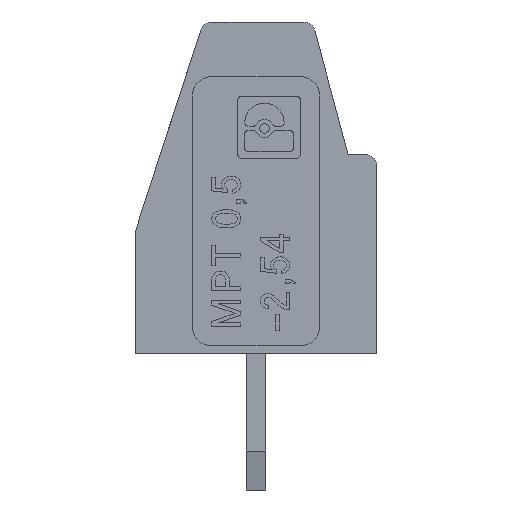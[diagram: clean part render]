
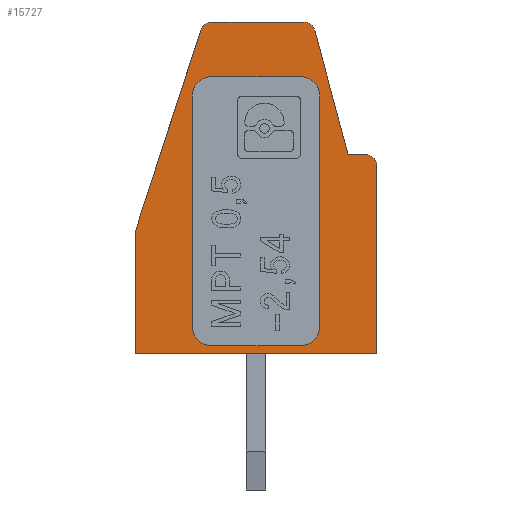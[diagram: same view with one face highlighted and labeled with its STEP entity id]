
A CAD part, left-side view. The second image highlights one B-rep face of the part: STEP entity #15727.
In plain terms, the highlighted planar face has unit normal (-1, 0, 0).
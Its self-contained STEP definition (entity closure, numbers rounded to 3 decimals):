
#452=PLANE('',#16803);
#1078=LINE('',#22530,#3085);
#1086=LINE('',#22545,#3093);
#1225=LINE('',#22844,#3232);
#1445=LINE('',#23294,#3452);
#1681=LINE('',#23758,#3688);
#1691=LINE('',#23776,#3698);
#1694=LINE('',#23781,#3701);
#1986=LINE('',#24351,#3993);
#1987=LINE('',#24352,#3994);
#1988=LINE('',#24353,#3995);
#1989=LINE('',#24354,#3996);
#3085=VECTOR('',#17887,1000.);
#3093=VECTOR('',#17899,1000.);
#3232=VECTOR('',#18108,1000.);
#3452=VECTOR('',#18460,1000.);
#3688=VECTOR('',#18884,1000.);
#3698=VECTOR('',#18904,1000.);
#3701=VECTOR('',#18911,1000.);
#3993=VECTOR('',#19421,1000.);
#3994=VECTOR('',#19422,1000.);
#3995=VECTOR('',#19423,1000.);
#3996=VECTOR('',#19424,1000.);
#6604=ORIENTED_EDGE('',*,*,#10327,.F.);
#6605=ORIENTED_EDGE('',*,*,#9860,.T.);
#6606=ORIENTED_EDGE('',*,*,#9721,.T.);
#6607=ORIENTED_EDGE('',*,*,#10081,.T.);
#6608=ORIENTED_EDGE('',*,*,#9537,.F.);
#6609=ORIENTED_EDGE('',*,*,#9713,.T.);
#6610=ORIENTED_EDGE('',*,*,#10317,.T.);
#6611=ORIENTED_EDGE('',*,*,#9533,.F.);
#6612=ORIENTED_EDGE('',*,*,#10330,.T.);
#6613=ORIENTED_EDGE('',*,*,#9541,.F.);
#6614=ORIENTED_EDGE('',*,*,#10622,.F.);
#6615=ORIENTED_EDGE('',*,*,#9517,.F.);
#6616=ORIENTED_EDGE('',*,*,#10623,.F.);
#6617=ORIENTED_EDGE('',*,*,#9521,.F.);
#6618=ORIENTED_EDGE('',*,*,#10624,.F.);
#6619=ORIENTED_EDGE('',*,*,#9525,.F.);
#6620=ORIENTED_EDGE('',*,*,#10625,.F.);
#6621=ORIENTED_EDGE('',*,*,#9529,.F.);
#9517=EDGE_CURVE('',#11788,#11789,#13269,.T.);
#9521=EDGE_CURVE('',#11792,#11793,#13271,.T.);
#9525=EDGE_CURVE('',#11796,#11797,#13273,.T.);
#9529=EDGE_CURVE('',#11800,#11801,#13275,.T.);
#9533=EDGE_CURVE('',#11804,#11805,#13277,.T.);
#9537=EDGE_CURVE('',#11808,#11809,#13279,.T.);
#9541=EDGE_CURVE('',#11812,#11813,#13281,.T.);
#9713=EDGE_CURVE('',#11808,#11938,#1078,.T.);
#9721=EDGE_CURVE('',#11944,#11943,#1086,.T.);
#9860=EDGE_CURVE('',#12069,#11944,#1225,.T.);
#10081=EDGE_CURVE('',#11943,#11809,#1445,.T.);
#10317=EDGE_CURVE('',#11938,#11805,#1681,.T.);
#10327=EDGE_CURVE('',#12069,#11812,#1691,.T.);
#10330=EDGE_CURVE('',#11804,#11813,#1694,.T.);
#10622=EDGE_CURVE('',#11789,#11800,#1986,.T.);
#10623=EDGE_CURVE('',#11793,#11788,#1987,.T.);
#10624=EDGE_CURVE('',#11797,#11792,#1988,.T.);
#10625=EDGE_CURVE('',#11801,#11796,#1989,.T.);
#11788=VERTEX_POINT('',#21733);
#11789=VERTEX_POINT('',#21735);
#11792=VERTEX_POINT('',#21742);
#11793=VERTEX_POINT('',#21744);
#11796=VERTEX_POINT('',#21751);
#11797=VERTEX_POINT('',#21753);
#11800=VERTEX_POINT('',#21760);
#11801=VERTEX_POINT('',#21762);
#11804=VERTEX_POINT('',#21769);
#11805=VERTEX_POINT('',#21771);
#11808=VERTEX_POINT('',#21778);
#11809=VERTEX_POINT('',#21780);
#11812=VERTEX_POINT('',#21787);
#11813=VERTEX_POINT('',#21789);
#11938=VERTEX_POINT('',#22529);
#11943=VERTEX_POINT('',#22544);
#11944=VERTEX_POINT('',#22546);
#12069=VERTEX_POINT('',#22845);
#13269=CIRCLE('',#16394,0.5);
#13271=CIRCLE('',#16397,0.5);
#13273=CIRCLE('',#16400,0.5);
#13275=CIRCLE('',#16403,0.5);
#13277=CIRCLE('',#16406,0.3);
#13279=CIRCLE('',#16409,0.3);
#13281=CIRCLE('',#16412,0.3);
#13841=EDGE_LOOP('',(#6604,#6605,#6606,#6607,#6608,#6609,#6610,#6611,#6612,
#6613));
#13842=EDGE_LOOP('',(#6614,#6615,#6616,#6617,#6618,#6619,#6620,#6621));
#14744=FACE_BOUND('',#13841,.T.);
#14745=FACE_BOUND('',#13842,.T.);
#15727=ADVANCED_FACE('',(#14744,#14745),#452,.T.);
#16394=AXIS2_PLACEMENT_3D('',#21734,#17544,#17545);
#16397=AXIS2_PLACEMENT_3D('',#21743,#17552,#17553);
#16400=AXIS2_PLACEMENT_3D('',#21752,#17560,#17561);
#16403=AXIS2_PLACEMENT_3D('',#21761,#17568,#17569);
#16406=AXIS2_PLACEMENT_3D('',#21770,#17576,#17577);
#16409=AXIS2_PLACEMENT_3D('',#21779,#17584,#17585);
#16412=AXIS2_PLACEMENT_3D('',#21788,#17592,#17593);
#16803=AXIS2_PLACEMENT_3D('',#24350,#19419,#19420);
#17544=DIRECTION('',(-1.,0.,0.));
#17545=DIRECTION('',(0.,-1.,0.));
#17552=DIRECTION('',(-1.,0.,0.));
#17553=DIRECTION('',(0.,0.,-1.));
#17560=DIRECTION('',(-1.,0.,0.));
#17561=DIRECTION('',(0.,1.,0.));
#17568=DIRECTION('',(-1.,0.,0.));
#17569=DIRECTION('',(0.,0.,1.));
#17576=DIRECTION('',(1.,0.,0.));
#17577=DIRECTION('',(0.,0.,1.));
#17584=DIRECTION('',(1.,0.,0.));
#17585=DIRECTION('',(0.,0.,1.));
#17592=DIRECTION('',(1.,0.,0.));
#17593=DIRECTION('',(0.,0.951,0.309));
#17887=DIRECTION('',(0.,1.,0.));
#17899=DIRECTION('',(0.,-1.,0.));
#18108=DIRECTION('',(0.,0.,-1.));
#18460=DIRECTION('',(0.,0.,1.));
#18884=DIRECTION('',(0.,0.259,0.966));
#18904=DIRECTION('',(0.,-0.309,0.951));
#18911=DIRECTION('',(0.,1.,0.));
#19419=DIRECTION('',(-1.,0.,0.));
#19420=DIRECTION('',(0.,0.,1.));
#19421=DIRECTION('',(0.,1.,0.));
#19422=DIRECTION('',(0.,0.,1.));
#19423=DIRECTION('',(0.,-1.,0.));
#19424=DIRECTION('',(0.,0.,-1.));
#21733=CARTESIAN_POINT('',(-0.04,1.465,6.6));
#21734=CARTESIAN_POINT('',(-0.04,1.965,6.6));
#21735=CARTESIAN_POINT('',(-0.04,1.965,7.1));
#21742=CARTESIAN_POINT('',(-0.04,1.965,0.2));
#21743=CARTESIAN_POINT('',(-0.04,1.965,0.7));
#21744=CARTESIAN_POINT('',(-0.04,1.465,0.7));
#21751=CARTESIAN_POINT('',(-0.04,4.735,0.7));
#21752=CARTESIAN_POINT('',(-0.04,4.235,0.7));
#21753=CARTESIAN_POINT('',(-0.04,4.235,0.2));
#21760=CARTESIAN_POINT('',(-0.04,4.235,7.1));
#21761=CARTESIAN_POINT('',(-0.04,4.235,6.6));
#21762=CARTESIAN_POINT('',(-0.04,4.735,6.6));
#21769=CARTESIAN_POINT('',(-0.04,1.88,8.5));
#21770=CARTESIAN_POINT('',(-0.04,1.88,8.2));
#21771=CARTESIAN_POINT('',(-0.04,1.59,8.278));
#21778=CARTESIAN_POINT('',(-0.04,0.3,5.1));
#21779=CARTESIAN_POINT('',(-0.04,0.3,4.8));
#21780=CARTESIAN_POINT('',(-0.04,0.,4.8));
#21787=CARTESIAN_POINT('',(-0.04,4.517,8.293));
#21788=CARTESIAN_POINT('',(-0.04,4.232,8.2));
#21789=CARTESIAN_POINT('',(-0.04,4.232,8.5));
#22529=CARTESIAN_POINT('',(-0.04,0.739,5.1));
#22530=CARTESIAN_POINT('',(-0.04,0.3,5.1));
#22544=CARTESIAN_POINT('',(-0.04,0.,0.));
#22545=CARTESIAN_POINT('',(-0.04,6.2,0.));
#22546=CARTESIAN_POINT('',(-0.04,6.2,0.));
#22844=CARTESIAN_POINT('',(-0.04,6.2,3.114));
#22845=CARTESIAN_POINT('',(-0.04,6.2,3.114));
#23294=CARTESIAN_POINT('',(-0.04,0.,0.));
#23758=CARTESIAN_POINT('',(-0.04,0.739,5.1));
#23776=CARTESIAN_POINT('',(-0.04,6.2,3.114));
#23781=CARTESIAN_POINT('',(-0.04,1.88,8.5));
#24350=CARTESIAN_POINT('',(-0.04,6.355,-0.213));
#24351=CARTESIAN_POINT('',(-0.04,1.965,7.1));
#24352=CARTESIAN_POINT('',(-0.04,1.465,0.7));
#24353=CARTESIAN_POINT('',(-0.04,4.235,0.2));
#24354=CARTESIAN_POINT('',(-0.04,4.735,6.6));
